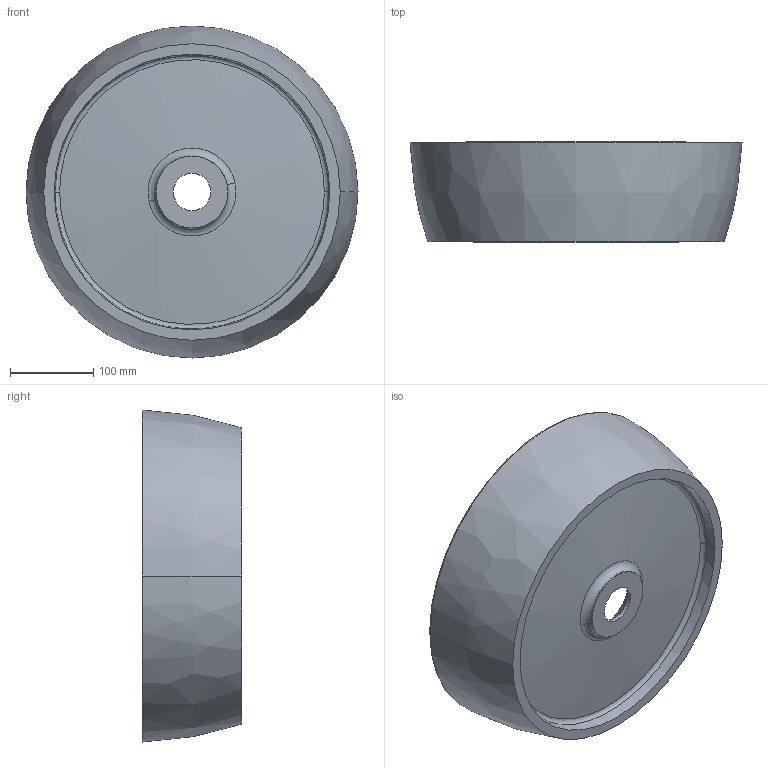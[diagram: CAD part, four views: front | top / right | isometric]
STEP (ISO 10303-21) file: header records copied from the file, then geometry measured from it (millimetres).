
FILE_DESCRIPTION (( 'STEP AP214' ), '1' );
FILE_NAME ('Silvia.STEP', '2020-02-18T14:05:20', ( '' ), ( '' ), 'SwSTEP 2.0', 'SolidWorks 2018', '' );
FILE_SCHEMA (( 'AUTOMOTIVE_DESIGN' ));
Length unit declared in the file: millimetre
Products named in the file (1): Silvia
Bounding box: 400 x 120 x 400 mm (x, y, z)
Volume: 2535528.7 mm3; surface area: 470155.9 mm2
Topology: 1 solids, 1 shells, 28 faces, 62 edges, 40 vertices
Faces by surface type: bspline 12, cone 8, plane 4, torus 2, cylinder 2
Entity records: 4161 total; most frequent: CARTESIAN_POINT 3566, ORIENTED_EDGE 124, DIRECTION 100, EDGE_CURVE 62, AXIS2_PLACEMENT_3D 45, VERTEX_POINT 40, EDGE_LOOP 34, CIRCLE 28
